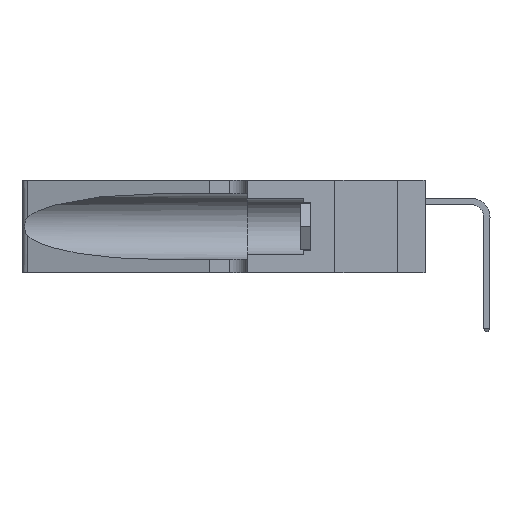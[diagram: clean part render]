
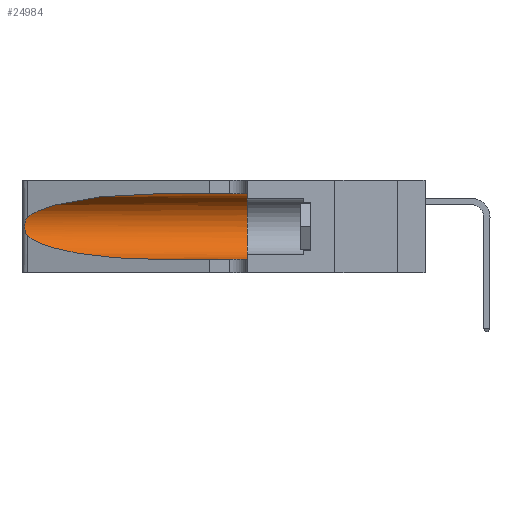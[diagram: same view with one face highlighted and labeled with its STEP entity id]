
A CAD part, left-side view. The second image highlights one B-rep face of the part: STEP entity #24984.
In plain terms, the highlighted cylindrical face has radius 3.308 mm (diameter 6.617 mm), a partial arc.
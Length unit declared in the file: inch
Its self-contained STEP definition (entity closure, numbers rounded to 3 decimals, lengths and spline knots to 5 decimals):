
#286 = EDGE_CURVE ( 'NONE', #1721, #16722, #5613, .T. ) ;
#423 = CARTESIAN_POINT ( 'NONE',  ( 0.26018, 1.23835, 0.19895 ) ) ;
#608 = CARTESIAN_POINT ( 'NONE',  ( 0.25487, 1.22718, 0.22369 ) ) ;
#1721 = VERTEX_POINT ( 'NONE', #24280 ) ;
#2056 =( BOUNDED_CURVE ( )  B_SPLINE_CURVE ( 3, ( #10739, #23136, #25227, #12844 ),
 .UNSPECIFIED., .F., .T. ) 
 B_SPLINE_CURVE_WITH_KNOTS ( ( 4, 4 ),
 ( 3.44316, 4.71239 ),
 .UNSPECIFIED. ) 
 CURVE ( )  GEOMETRIC_REPRESENTATION_ITEM ( )  RATIONAL_B_SPLINE_CURVE ( ( 1., 0.87, 0.87, 1. ) ) 
 REPRESENTATION_ITEM ( '' )  );
#2110 = CARTESIAN_POINT ( 'NONE',  ( 0.25487, 1.22718, 0.22369 ) ) ;
#2602 = CARTESIAN_POINT ( 'NONE',  ( 0.26075, 1.23896, 0.178 ) ) ;
#2646 = VERTEX_POINT ( 'NONE', #20862 ) ;
#4070 = CARTESIAN_POINT ( 'NONE',  ( 0.1305, 0.35, 0.31525 ) ) ;
#4429 = CIRCLE ( 'NONE', #9091, 0.13025 ) ;
#4578 = CARTESIAN_POINT ( 'NONE',  ( 0.1305, 1.61858, 0.05475 ) ) ;
#4635 = AXIS2_PLACEMENT_3D ( 'NONE', #25440, #8949, #11038 ) ;
#4811 = CARTESIAN_POINT ( 'NONE',  ( 0.25856, 1.23593, 0.16098 ) ) ;
#5515 =( BOUNDED_CURVE ( )  B_SPLINE_CURVE ( 3, ( #11298, #13308, #13391, #608 ),
 .UNSPECIFIED., .F., .F. ) 
 B_SPLINE_CURVE_WITH_KNOTS ( ( 4, 4 ),
 ( 1.5708, 2.84003 ),
 .UNSPECIFIED. ) 
 CURVE ( )  GEOMETRIC_REPRESENTATION_ITEM ( )  RATIONAL_B_SPLINE_CURVE ( ( 1., 0.87, 0.87, 1. ) ) 
 REPRESENTATION_ITEM ( '' )  );
#5613 = LINE ( 'NONE', #12119, #10592 ) ;
#6007 = CARTESIAN_POINT ( 'NONE',  ( 0.1305, 0.35, 0.185 ) ) ;
#6043 = LINE ( 'NONE', #4578, #10988 ) ;
#6728 = DIRECTION ( 'NONE',  ( 0., -1., 0. ) ) ;
#6957 = CARTESIAN_POINT ( 'NONE',  ( 0.25639, 1.23186, 0.15144 ) ) ;
#7653 = B_SPLINE_CURVE_WITH_KNOTS ( 'NONE', 3,
 ( #9014, #19327, #11109, #25591, #13218, #423, #15302, #2602, #17381, #4811, #19413, #6957, #21490, #9100 ),
 .UNSPECIFIED., .F., .F.,
 ( 4, 2, 2, 2, 2, 2, 4 ),
 ( 0., 0.00027, 0.00053, 0.00107, 0.0016, 0.00187, 0.00214 ),
 .UNSPECIFIED. ) ;
#8032 = CARTESIAN_POINT ( 'NONE',  ( 0.1305, 0.72297, 0.05475 ) ) ;
#8147 = DIRECTION ( 'NONE',  ( 0., 0., 1. ) ) ;
#8949 = DIRECTION ( 'NONE',  ( 0., -1., 0. ) ) ;
#9014 = CARTESIAN_POINT ( 'NONE',  ( 0.25487, 1.22718, 0.22369 ) ) ;
#9091 = AXIS2_PLACEMENT_3D ( 'NONE', #6007, #20558, #8147 ) ;
#9100 = CARTESIAN_POINT ( 'NONE',  ( 0.25487, 1.22718, 0.14631 ) ) ;
#9281 = ORIENTED_EDGE ( 'NONE', *, *, #20584, .T. ) ;
#10592 = VECTOR ( 'NONE', #11952, 39.37008 ) ;
#10739 = CARTESIAN_POINT ( 'NONE',  ( 0.25487, 1.22718, 0.14631 ) ) ;
#10988 = VECTOR ( 'NONE', #6728, 39.37008 ) ;
#11038 = DIRECTION ( 'NONE',  ( 0., 0., -1. ) ) ;
#11109 = CARTESIAN_POINT ( 'NONE',  ( 0.25639, 1.23184, 0.21858 ) ) ;
#11298 = CARTESIAN_POINT ( 'NONE',  ( 0.1305, 0.72297, 0.31525 ) ) ;
#11952 = DIRECTION ( 'NONE',  ( 0., -1., 0. ) ) ;
#12119 = CARTESIAN_POINT ( 'NONE',  ( 0.1305, 1.61858, 0.31525 ) ) ;
#12646 = EDGE_LOOP ( 'NONE', ( #15167, #9281, #21985, #22693, #20763, #25964 ) ) ;
#12844 = CARTESIAN_POINT ( 'NONE',  ( 0.1305, 0.72297, 0.05475 ) ) ;
#13218 = CARTESIAN_POINT ( 'NONE',  ( 0.25854, 1.2359, 0.20912 ) ) ;
#13308 = CARTESIAN_POINT ( 'NONE',  ( 0.18966, 0.96281, 0.31525 ) ) ;
#13391 = CARTESIAN_POINT ( 'NONE',  ( 0.2373, 1.15595, 0.28018 ) ) ;
#13800 = VERTEX_POINT ( 'NONE', #16899 ) ;
#14608 = EDGE_CURVE ( 'NONE', #1721, #24372, #5515, .T. ) ;
#15167 = ORIENTED_EDGE ( 'NONE', *, *, #14608, .T. ) ;
#15302 = CARTESIAN_POINT ( 'NONE',  ( 0.26075, 1.23896, 0.19203 ) ) ;
#16038 = VERTEX_POINT ( 'NONE', #8032 ) ;
#16722 = VERTEX_POINT ( 'NONE', #4070 ) ;
#16899 = CARTESIAN_POINT ( 'NONE',  ( 0.1305, 0.35, 0.05475 ) ) ;
#17238 = CYLINDRICAL_SURFACE ( 'NONE', #4635, 0.13025 ) ;
#17381 = CARTESIAN_POINT ( 'NONE',  ( 0.26017, 1.23833, 0.17102 ) ) ;
#19327 = CARTESIAN_POINT ( 'NONE',  ( 0.25555, 1.22994, 0.2215 ) ) ;
#19413 = CARTESIAN_POINT ( 'NONE',  ( 0.25789, 1.23486, 0.15765 ) ) ;
#20558 = DIRECTION ( 'NONE',  ( 0., 1., 0. ) ) ;
#20584 = EDGE_CURVE ( 'NONE', #24372, #2646, #7653, .T. ) ;
#20763 = ORIENTED_EDGE ( 'NONE', *, *, #24221, .F. ) ;
#20862 = CARTESIAN_POINT ( 'NONE',  ( 0.25487, 1.22718, 0.14631 ) ) ;
#21490 = CARTESIAN_POINT ( 'NONE',  ( 0.25555, 1.22993, 0.14849 ) ) ;
#21985 = ORIENTED_EDGE ( 'NONE', *, *, #25627, .T. ) ;
#22693 = ORIENTED_EDGE ( 'NONE', *, *, #26313, .T. ) ;
#23136 = CARTESIAN_POINT ( 'NONE',  ( 0.2373, 1.15595, 0.08982 ) ) ;
#24017 = FACE_OUTER_BOUND ( 'NONE', #12646, .T. ) ;
#24221 = EDGE_CURVE ( 'NONE', #16722, #13800, #4429, .T. ) ;
#24280 = CARTESIAN_POINT ( 'NONE',  ( 0.1305, 0.72297, 0.31525 ) ) ;
#24372 = VERTEX_POINT ( 'NONE', #2110 ) ;
#24984 = ADVANCED_FACE ( 'NONE', ( #24017 ), #17238, .F. ) ;
#25227 = CARTESIAN_POINT ( 'NONE',  ( 0.18966, 0.96281, 0.05475 ) ) ;
#25440 = CARTESIAN_POINT ( 'NONE',  ( 0.1305, 1.61858, 0.185 ) ) ;
#25591 = CARTESIAN_POINT ( 'NONE',  ( 0.25787, 1.23484, 0.2124 ) ) ;
#25627 = EDGE_CURVE ( 'NONE', #2646, #16038, #2056, .T. ) ;
#25964 = ORIENTED_EDGE ( 'NONE', *, *, #286, .F. ) ;
#26313 = EDGE_CURVE ( 'NONE', #16038, #13800, #6043, .T. ) ;
